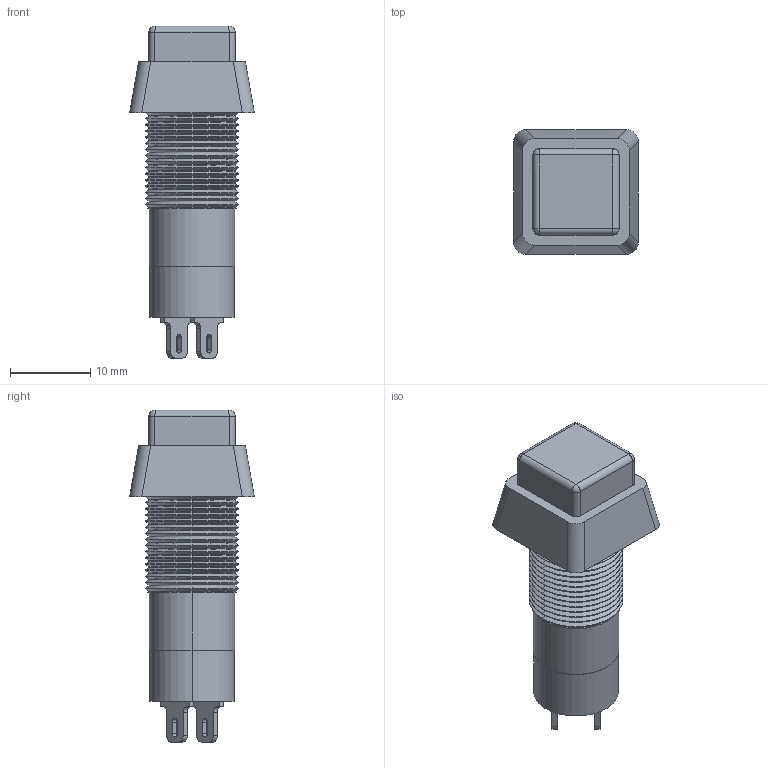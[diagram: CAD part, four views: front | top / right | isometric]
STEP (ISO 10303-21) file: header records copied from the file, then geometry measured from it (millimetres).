
FILE_DESCRIPTION (( 'STEP AP214' ), '1' );
FILE_NAME ('User Library-36180.STEP', '2012-06-04T08:42:54', ( 'sysAdmin' ), ( 'SolidWorks' ), 'SwSTEP 2.0', 'SolidWorks 2012', '' );
FILE_SCHEMA (( 'AUTOMOTIVE_DESIGN' ));
Length unit declared in the file: inch
Products named in the file (1): User Library-36180
Bounding box: 15.49 x 15.49 x 41.27 mm (x, y, z)
Volume: 4177.7 mm3; surface area: 2181.8 mm2
Topology: 1 solids, 1 shells, 194 faces, 426 edges, 236 vertices
Faces by surface type: cone 96, cylinder 54, plane 36, bspline 8
Entity records: 8208 total; most frequent: CARTESIAN_POINT 1413, DIRECTION 932, ORIENTED_EDGE 844, EDGE_CURVE 422, AXIS2_PLACEMENT_3D 347, VECTOR 238, LINE 238, VERTEX_POINT 236
